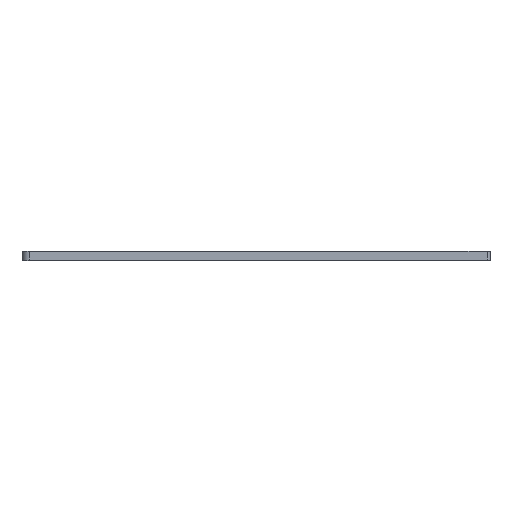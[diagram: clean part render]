
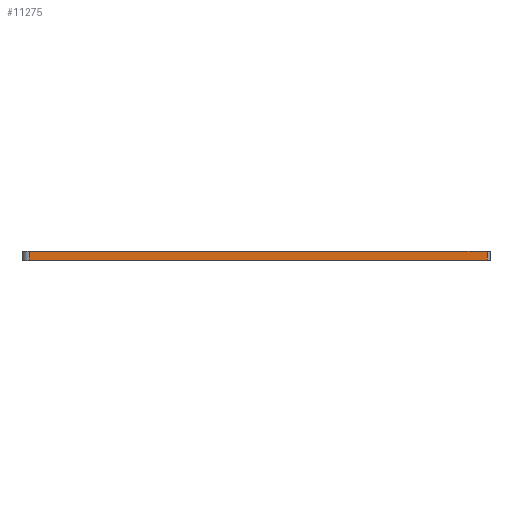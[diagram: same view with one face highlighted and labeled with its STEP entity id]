
A CAD part, top view. The second image highlights one B-rep face of the part: STEP entity #11275.
In plain terms, the highlighted planar face has unit normal (0, 0, 1).
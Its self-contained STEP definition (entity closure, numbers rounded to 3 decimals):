
#209 = EDGE_CURVE ( 'NONE', #2157, #2043, #1223, .T. ) ;
#320 = AXIS2_PLACEMENT_3D ( 'NONE', #9746, #7980, #540 ) ;
#540 = DIRECTION ( 'NONE',  ( -1., 0., 0. ) ) ;
#565 = VERTEX_POINT ( 'NONE', #6804 ) ;
#1002 = CARTESIAN_POINT ( 'NONE',  ( 2., 3., 0. ) ) ;
#1223 = LINE ( 'NONE', #4075, #9486 ) ;
#2043 = VERTEX_POINT ( 'NONE', #7325 ) ;
#2157 = VERTEX_POINT ( 'NONE', #9519 ) ;
#2816 = EDGE_CURVE ( 'NONE', #5620, #565, #9027, .T. ) ;
#2838 = ORIENTED_EDGE ( 'NONE', *, *, #209, .F. ) ;
#3628 = VECTOR ( 'NONE', #10796, 1000. ) ;
#4075 = CARTESIAN_POINT ( 'NONE',  ( 155.75, 3., 0. ) ) ;
#4255 = ORIENTED_EDGE ( 'NONE', *, *, #10763, .F. ) ;
#4494 = DIRECTION ( 'NONE',  ( 0., -1., 0. ) ) ;
#5132 = PLANE ( 'NONE',  #320 ) ;
#5620 = VERTEX_POINT ( 'NONE', #5697 ) ;
#5697 = CARTESIAN_POINT ( 'NONE',  ( 2., 3., 0. ) ) ;
#6094 = FACE_OUTER_BOUND ( 'NONE', #9161, .T. ) ;
#6150 = VECTOR ( 'NONE', #8507, 1000. ) ;
#6804 = CARTESIAN_POINT ( 'NONE',  ( 2., 0., 0. ) ) ;
#7325 = CARTESIAN_POINT ( 'NONE',  ( 155.75, 0., 0. ) ) ;
#7827 = LINE ( 'NONE', #7946, #3628 ) ;
#7946 = CARTESIAN_POINT ( 'NONE',  ( 2., 0., 0. ) ) ;
#7980 = DIRECTION ( 'NONE',  ( 0., 0., -1. ) ) ;
#8400 = VECTOR ( 'NONE', #4494, 1000. ) ;
#8507 = DIRECTION ( 'NONE',  ( 1., 0., 0. ) ) ;
#9027 = LINE ( 'NONE', #11916, #8400 ) ;
#9161 = EDGE_LOOP ( 'NONE', ( #11827, #2838, #4255, #10330 ) ) ;
#9420 = LINE ( 'NONE', #1002, #6150 ) ;
#9486 = VECTOR ( 'NONE', #11502, 1000. ) ;
#9519 = CARTESIAN_POINT ( 'NONE',  ( 155.75, 3., 0. ) ) ;
#9746 = CARTESIAN_POINT ( 'NONE',  ( 2., 3., 0. ) ) ;
#10330 = ORIENTED_EDGE ( 'NONE', *, *, #2816, .T. ) ;
#10763 = EDGE_CURVE ( 'NONE', #5620, #2157, #9420, .T. ) ;
#10796 = DIRECTION ( 'NONE',  ( 1., 0., 0. ) ) ;
#11275 = ADVANCED_FACE ( 'NONE', ( #6094 ), #5132, .F. ) ;
#11502 = DIRECTION ( 'NONE',  ( 0., -1., 0. ) ) ;
#11827 = ORIENTED_EDGE ( 'NONE', *, *, #11963, .T. ) ;
#11916 = CARTESIAN_POINT ( 'NONE',  ( 2., 3., 0. ) ) ;
#11963 = EDGE_CURVE ( 'NONE', #565, #2043, #7827, .T. ) ;
